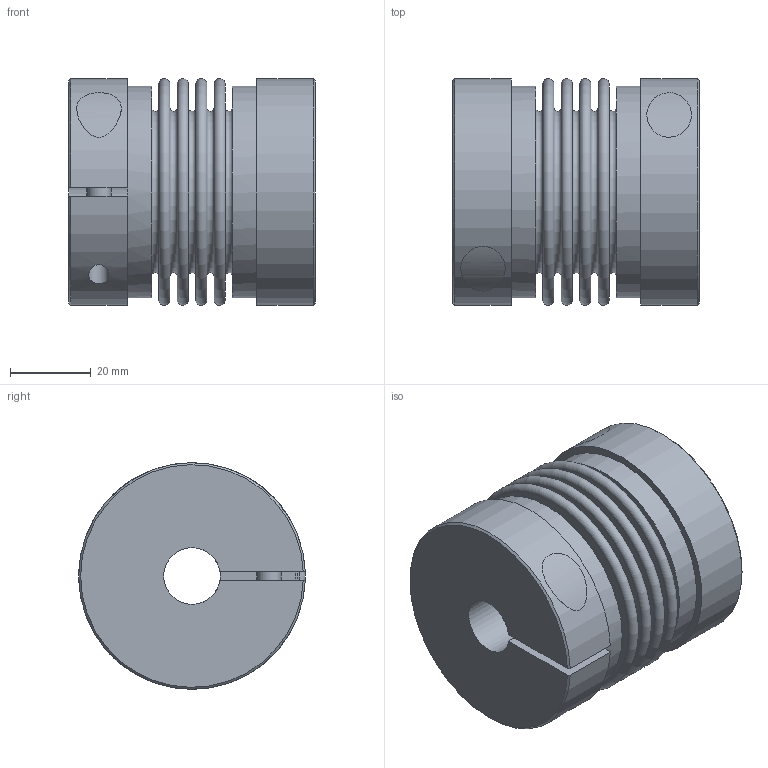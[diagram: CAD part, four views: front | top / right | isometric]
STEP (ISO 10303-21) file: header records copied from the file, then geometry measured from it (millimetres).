
FILE_DESCRIPTION( ( 'Unknown' ), '1' );
FILE_NAME( 'KP 35.stp', 'Unknown', ( 'Unknown' ), ( 'Unknown' ), 'PSStep 10.1', 'Unknown', ' ' );
FILE_SCHEMA( ( 'AUTOMOTIVE_DESIGN { 1 0 10303 214 1 1 1 1 }' ) );
Length unit declared in the file: millimetre
Products named in the file (1): KP  20
Bounding box: 61 x 56 x 56 mm (x, y, z)
Volume: 92275.9 mm3; surface area: 45047.1 mm2
Topology: 1 solids, 3 shells, 114 faces, 236 edges, 152 vertices
Faces by surface type: plane 66, cylinder 24, torus 20, cone 4
Full cylindrical faces by diameter (mm): 5 x2, 6 x2, 6.6 x2, 10 x2, 11 x2, 52.3 x2
Entity records: 5015 total; most frequent: CARTESIAN_POINT 1828, DIRECTION 500, ORIENTED_EDGE 376, AXIS2_PLACEMENT_3D 205, EDGE_CURVE 188, EDGE_LOOP 178, FACE_OUTER_BOUND 144, VERTEX_POINT 140
